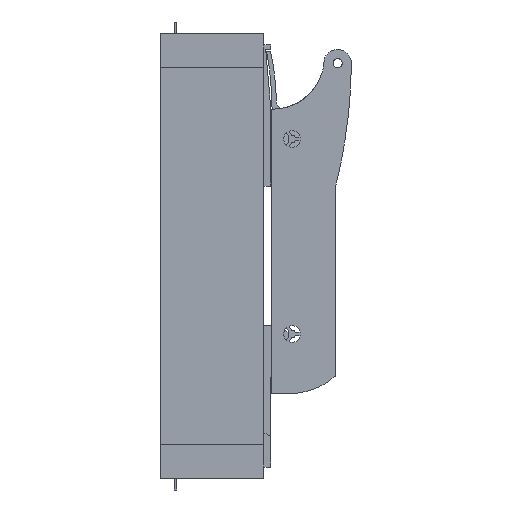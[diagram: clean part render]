
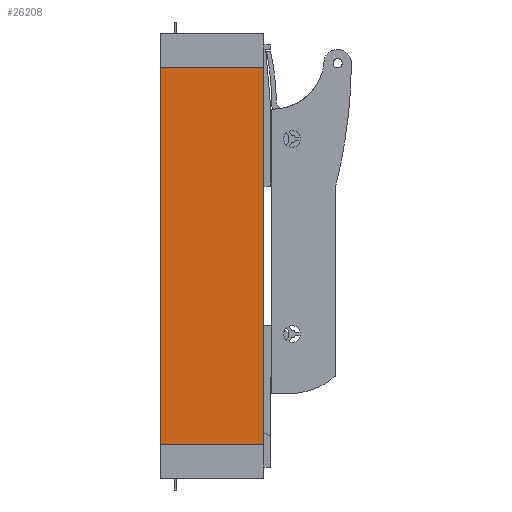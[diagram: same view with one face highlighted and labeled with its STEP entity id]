
A CAD part, left-side view. The second image highlights one B-rep face of the part: STEP entity #26208.
In plain terms, the highlighted planar face has unit normal (-1, 0, 0).
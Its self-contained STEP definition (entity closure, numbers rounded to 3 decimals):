
#26181=AXIS2_PLACEMENT_3D('Plane Axis2P3D',#26178,#26179,#26180) ;
#26021=CARTESIAN_POINT('Line Origine',(-25.,0.,-12.5)) ;
#26025=CARTESIAN_POINT('Vertex',(-25.,0.,-94.75)) ;
#26027=CARTESIAN_POINT('Vertex',(-25.,0.,69.75)) ;
#26178=CARTESIAN_POINT('Axis2P3D Location',(-25.,0.,-12.54)) ;
#26183=CARTESIAN_POINT('Line Origine',(-25.,-22.5,-94.75)) ;
#26187=CARTESIAN_POINT('Vertex',(-25.,-45.,-94.75)) ;
#26190=CARTESIAN_POINT('Line Origine',(-25.,-45.,-12.5)) ;
#26194=CARTESIAN_POINT('Vertex',(-25.,-45.,69.75)) ;
#26197=CARTESIAN_POINT('Line Origine',(-25.,-22.5,69.75)) ;
#26022=DIRECTION('Vector Direction',(0.,0.,1.)) ;
#26179=DIRECTION('Axis2P3D Direction',(1.,0.,0.)) ;
#26180=DIRECTION('Axis2P3D XDirection',(0.,-1.,0.)) ;
#26184=DIRECTION('Vector Direction',(0.,-1.,0.)) ;
#26191=DIRECTION('Vector Direction',(0.,0.,-1.)) ;
#26198=DIRECTION('Vector Direction',(0.,-1.,0.)) ;
#26023=VECTOR('Line Direction',#26022,1.) ;
#26185=VECTOR('Line Direction',#26184,1.) ;
#26192=VECTOR('Line Direction',#26191,1.) ;
#26199=VECTOR('Line Direction',#26198,1.) ;
#26203=ORIENTED_EDGE('',*,*,#26029,.F.) ;
#26204=ORIENTED_EDGE('',*,*,#26189,.T.) ;
#26205=ORIENTED_EDGE('',*,*,#26196,.F.) ;
#26206=ORIENTED_EDGE('',*,*,#26201,.F.) ;
#26208=ADVANCED_FACE('T0661_KETO-00-1-Gehaeuse-_34174_L-1-polig-Aufbau',(#26207),#26182,.F.) ;
#26029=EDGE_CURVE('',#26026,#26028,#26024,.T.) ;
#26189=EDGE_CURVE('',#26026,#26188,#26186,.T.) ;
#26196=EDGE_CURVE('',#26195,#26188,#26193,.T.) ;
#26201=EDGE_CURVE('',#26028,#26195,#26200,.T.) ;
#26202=EDGE_LOOP('',(#26203,#26204,#26205,#26206)) ;
#26207=FACE_OUTER_BOUND('',#26202,.T.) ;
#26024=LINE('Line',#26021,#26023) ;
#26186=LINE('Line',#26183,#26185) ;
#26193=LINE('Line',#26190,#26192) ;
#26200=LINE('Line',#26197,#26199) ;
#26182=PLANE('Plane',#26181) ;
#26026=VERTEX_POINT('',#26025) ;
#26028=VERTEX_POINT('',#26027) ;
#26188=VERTEX_POINT('',#26187) ;
#26195=VERTEX_POINT('',#26194) ;
